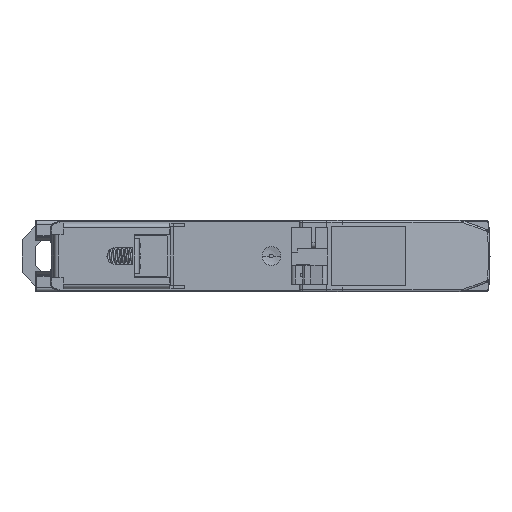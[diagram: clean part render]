
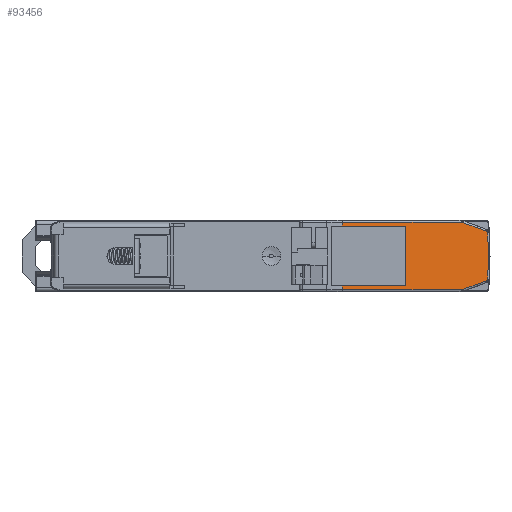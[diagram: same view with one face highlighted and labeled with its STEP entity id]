
A CAD part, front view. The second image highlights one B-rep face of the part: STEP entity #93456.
In plain terms, the highlighted planar face has unit normal (0.208, -0.978, 0).
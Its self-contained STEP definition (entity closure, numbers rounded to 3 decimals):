
#432=CARTESIAN_POINT('',(65.651,4.683,9.384));
#444=DIRECTION('',(0.035,0.007,0.999));
#445=VECTOR('',#444,6.077);
#446=CARTESIAN_POINT('',(65.439,4.638,3.311));
#447=LINE('',#446,#445);
#448=CARTESIAN_POINT('',(65.111,4.568,2.859));
#449=CARTESIAN_POINT('',(65.125,4.571,2.864));
#450=CARTESIAN_POINT('',(65.143,4.575,2.871));
#451=CARTESIAN_POINT('',(65.18,4.583,2.889));
#452=CARTESIAN_POINT('',(65.219,4.591,2.912));
#453=CARTESIAN_POINT('',(65.268,4.602,2.95));
#454=CARTESIAN_POINT('',(65.317,4.612,2.998));
#455=CARTESIAN_POINT('',(65.362,4.622,3.057));
#456=CARTESIAN_POINT('',(65.397,4.629,3.123));
#457=CARTESIAN_POINT('',(65.42,4.634,3.187));
#458=CARTESIAN_POINT('',(65.431,4.636,3.234));
#459=CARTESIAN_POINT('',(65.437,4.638,3.276));
#460=CARTESIAN_POINT('',(65.439,4.638,3.297));
#461=CARTESIAN_POINT('',(65.439,4.638,3.311));
#463=DIRECTION('',(0.921,0.196,0.335));
#464=VECTOR('',#463,6.853);
#465=CARTESIAN_POINT('',(58.796,3.226,0.56));
#466=LINE('',#465,#464);
#467=CARTESIAN_POINT('',(58.454,3.153,0.5));
#468=CARTESIAN_POINT('',(58.483,3.16,0.5));
#469=CARTESIAN_POINT('',(58.541,3.172,0.503));
#470=CARTESIAN_POINT('',(58.628,3.19,0.514));
#471=CARTESIAN_POINT('',(58.713,3.209,0.533));
#472=CARTESIAN_POINT('',(58.769,3.22,0.55));
#473=CARTESIAN_POINT('',(58.796,3.226,0.56));
#475=CARTESIAN_POINT('',(58.796,3.226,18.34));
#476=CARTESIAN_POINT('',(58.769,3.22,18.35));
#477=CARTESIAN_POINT('',(58.713,3.209,18.367));
#478=CARTESIAN_POINT('',(58.628,3.19,18.386));
#479=CARTESIAN_POINT('',(58.541,3.172,18.397));
#480=CARTESIAN_POINT('',(58.483,3.16,18.4));
#481=CARTESIAN_POINT('',(58.454,3.153,18.4));
#483=DIRECTION('',(-0.921,-0.196,0.335));
#484=VECTOR('',#483,6.853);
#485=CARTESIAN_POINT('',(65.111,4.568,16.041));
#486=LINE('',#485,#484);
#487=CARTESIAN_POINT('',(65.439,4.638,15.589));
#488=CARTESIAN_POINT('',(65.439,4.638,15.602));
#489=CARTESIAN_POINT('',(65.436,4.638,15.635));
#490=CARTESIAN_POINT('',(65.427,4.636,15.689));
#491=CARTESIAN_POINT('',(65.409,4.632,15.748));
#492=CARTESIAN_POINT('',(65.383,4.626,15.805));
#493=CARTESIAN_POINT('',(65.351,4.619,15.858));
#494=CARTESIAN_POINT('',(65.306,4.61,15.914));
#495=CARTESIAN_POINT('',(65.247,4.597,15.97));
#496=CARTESIAN_POINT('',(65.19,4.585,16.005));
#497=CARTESIAN_POINT('',(65.144,4.575,16.028));
#498=CARTESIAN_POINT('',(65.125,4.571,16.036));
#499=CARTESIAN_POINT('',(65.111,4.568,16.041));
#501=DIRECTION('',(-0.035,-0.007,0.999));
#502=VECTOR('',#501,6.077);
#503=CARTESIAN_POINT('',(65.651,4.683,9.516));
#504=LINE('',#503,#502);
#505=CARTESIAN_POINT('',(65.651,4.683,9.384));
#506=CARTESIAN_POINT('',(65.652,4.683,9.408));
#507=CARTESIAN_POINT('',(65.653,4.684,9.428));
#508=CARTESIAN_POINT('',(65.654,4.684,9.45));
#5786=DIRECTION('',(0.,0.,1.));
#5787=VECTOR('',#5786,1.);
#5788=CARTESIAN_POINT('',(26.856,-3.563,17.4));
#5789=LINE('',#5788,#5787);
#5794=DIRECTION('',(0.,0.,1.));
#5795=VECTOR('',#5794,1.);
#5796=CARTESIAN_POINT('',(26.856,-3.563,
0.5));
#5797=LINE('',#5796,#5795);
#5808=DIRECTION('',(-0.978,-0.208,0.));
#5809=VECTOR('',#5808,32.304);
#5810=CARTESIAN_POINT('',(58.454,3.153,0.5));
#5811=LINE('',#5810,#5809);
#11923=DIRECTION('',(0.978,0.208,0.));
#11924=VECTOR('',#11923,32.304);
#11925=CARTESIAN_POINT('',(26.856,-3.563,18.4));
#11926=LINE('',#11925,#11924);
#17285=CARTESIAN_POINT('',(65.654,4.684,9.45));
#17293=CARTESIAN_POINT('',(65.651,4.683,9.516));
#17294=CARTESIAN_POINT('',(65.652,4.683,9.492));
#17295=CARTESIAN_POINT('',(65.653,4.684,9.472));
#17296=CARTESIAN_POINT('',(65.654,4.684,9.45));
#17298=CARTESIAN_POINT('',(65.651,4.683,9.516));
#75358=DIRECTION('',(-0.978,-0.208,0.));
#75359=VECTOR('',#75358,17.137);
#75360=CARTESIAN_POINT('',(43.619,0.,17.4));
#75361=LINE('',#75360,#75359);
#75371=DIRECTION('',(0.,0.,1.));
#75372=VECTOR('',#75371,15.9);
#75373=CARTESIAN_POINT('',(43.619,0.,1.5));
#75374=LINE('',#75373,#75372);
#75375=DIRECTION('',(0.978,0.208,0.));
#75376=VECTOR('',#75375,17.137);
#75377=CARTESIAN_POINT('',(26.856,-3.563,1.5));
#75378=LINE('',#75377,#75376);
#88038=CARTESIAN_POINT('',(43.619,0.,1.5));
#88040=VERTEX_POINT('',#88038);
#88044=CARTESIAN_POINT('',(43.619,0.,17.4));
#88045=VERTEX_POINT('',#88044);
#89197=CARTESIAN_POINT('',(26.856,-3.563,18.4));
#89198=VERTEX_POINT('',#89197);
#89199=CARTESIAN_POINT('',(58.796,3.226,18.34));
#89201=VERTEX_POINT('',#89199);
#89203=VERTEX_POINT('',#481);
#89210=CARTESIAN_POINT('',(65.111,4.568,16.041));
#89211=VERTEX_POINT('',#89210);
#89212=CARTESIAN_POINT('',(65.439,4.638,15.589));
#89213=VERTEX_POINT('',#89212);
#89214=VERTEX_POINT('',#17285);
#89269=CARTESIAN_POINT('',(26.856,-3.563,1.5));
#89271=VERTEX_POINT('',#89269);
#89405=CARTESIAN_POINT('',(26.856,-3.563,17.4));
#89406=VERTEX_POINT('',#89405);
#89413=CARTESIAN_POINT('',(26.856,-3.563,
0.5));
#89414=VERTEX_POINT('',#89413);
#90204=CARTESIAN_POINT('',(58.454,3.153,0.5));
#90205=VERTEX_POINT('',#90204);
#90206=VERTEX_POINT('',#473);
#90207=VERTEX_POINT('',#448);
#90208=VERTEX_POINT('',#461);
#90712=VERTEX_POINT('',#17298);
#90714=VERTEX_POINT('',#432);
#93417=CARTESIAN_POINT('',(44.54,0.196,-0.2));
#93418=DIRECTION('',(-0.208,0.978,0.));
#93419=DIRECTION('',(0.978,0.208,0.));
#93420=AXIS2_PLACEMENT_3D('',#93417,#93418,#93419);
#93421=PLANE('',#93420);
#93422=ORIENTED_EDGE('',*,*,#93360,.F.);
#93424=ORIENTED_EDGE('',*,*,#93423,.F.);
#93426=ORIENTED_EDGE('',*,*,#93425,.F.);
#93428=ORIENTED_EDGE('',*,*,#93427,.F.);
#93430=ORIENTED_EDGE('',*,*,#93429,.T.);
#93432=ORIENTED_EDGE('',*,*,#93431,.T.);
#93434=ORIENTED_EDGE('',*,*,#93433,.T.);
#93436=ORIENTED_EDGE('',*,*,#93435,.T.);
#93438=ORIENTED_EDGE('',*,*,#93437,.T.);
#93440=ORIENTED_EDGE('',*,*,#93439,.T.);
#93442=ORIENTED_EDGE('',*,*,#93441,.T.);
#93444=ORIENTED_EDGE('',*,*,#93443,.F.);
#93446=ORIENTED_EDGE('',*,*,#93445,.F.);
#93448=ORIENTED_EDGE('',*,*,#93447,.F.);
#93450=ORIENTED_EDGE('',*,*,#93449,.F.);
#93452=ORIENTED_EDGE('',*,*,#93451,.T.);
#93453=ORIENTED_EDGE('',*,*,#93402,.F.);
#93454=EDGE_LOOP('',(#93422,#93424,#93426,#93428,#93430,#93432,#93434,#93436,
#93438,#93440,#93442,#93444,#93446,#93448,#93450,#93452,#93453));
#93455=FACE_OUTER_BOUND('',#93454,.F.);
#93456=ADVANCED_FACE('',(#93455),#93421,.F.);
#462=B_SPLINE_CURVE_WITH_KNOTS('',3,(#448,#449,#450,#451,#452,#453,#454,#455,
#456,#457,#458,#459,#460,#461),.UNSPECIFIED.,.F.,.F.,(4,1,1,1,1,1,1,1,1,1,1,4),(
0.,0.076,0.102,0.206,0.31,
0.413,0.55,0.687,0.789,
0.891,0.93,1.),.UNSPECIFIED.);
#474=B_SPLINE_CURVE_WITH_KNOTS('',3,(#467,#468,#469,#470,#471,#472,#473),
.UNSPECIFIED.,.F.,.F.,(4,1,1,1,4),(0.,0.25,0.5,0.75,1.),
.UNSPECIFIED.);
#482=B_SPLINE_CURVE_WITH_KNOTS('',3,(#475,#476,#477,#478,#479,#480,#481),
.UNSPECIFIED.,.F.,.F.,(4,1,1,1,4),(0.,0.25,0.5,0.75,1.),
.UNSPECIFIED.);
#500=B_SPLINE_CURVE_WITH_KNOTS('',3,(#487,#488,#489,#490,#491,#492,#493,#494,
#495,#496,#497,#498,#499),.UNSPECIFIED.,.F.,.F.,(4,1,1,1,1,1,1,1,1,1,4),(0.,
0.066,0.169,0.273,0.378,
0.482,0.586,0.739,0.892,
0.924,1.),.UNSPECIFIED.);
#509=B_SPLINE_CURVE_WITH_KNOTS('',3,(#505,#506,#507,#508),.UNSPECIFIED.,.F.,.F.,
(4,4),(0.,1.),.UNSPECIFIED.);
#17297=B_SPLINE_CURVE_WITH_KNOTS('',3,(#17293,#17294,#17295,#17296),
.UNSPECIFIED.,.F.,.F.,(4,4),(0.,1.),.UNSPECIFIED.);
#93360=EDGE_CURVE('',#90208,#90714,#447,.T.);
#93402=EDGE_CURVE('',#90714,#89214,#509,.T.);
#93423=EDGE_CURVE('',#90207,#90208,#462,.T.);
#93425=EDGE_CURVE('',#90206,#90207,#466,.T.);
#93427=EDGE_CURVE('',#90205,#90206,#474,.T.);
#93429=EDGE_CURVE('',#90205,#89414,#5811,.T.);
#93431=EDGE_CURVE('',#89414,#89271,#5797,.T.);
#93433=EDGE_CURVE('',#89271,#88040,#75378,.T.);
#93435=EDGE_CURVE('',#88040,#88045,#75374,.T.);
#93437=EDGE_CURVE('',#88045,#89406,#75361,.T.);
#93439=EDGE_CURVE('',#89406,#89198,#5789,.T.);
#93441=EDGE_CURVE('',#89198,#89203,#11926,.T.);
#93443=EDGE_CURVE('',#89201,#89203,#482,.T.);
#93445=EDGE_CURVE('',#89211,#89201,#486,.T.);
#93447=EDGE_CURVE('',#89213,#89211,#500,.T.);
#93449=EDGE_CURVE('',#90712,#89213,#504,.T.);
#93451=EDGE_CURVE('',#90712,#89214,#17297,.T.);
